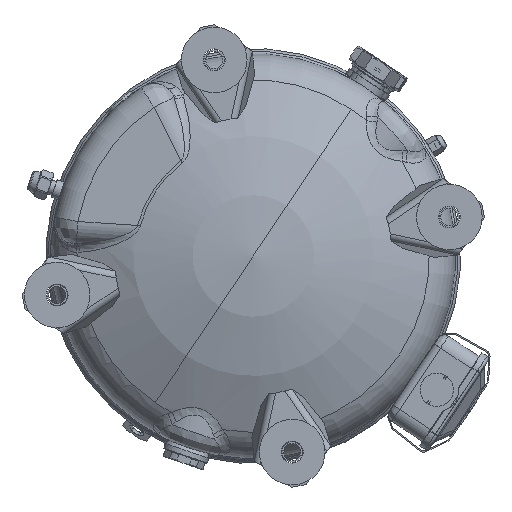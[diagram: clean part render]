
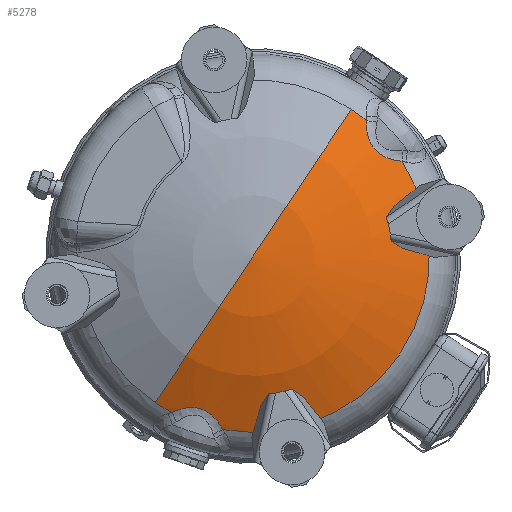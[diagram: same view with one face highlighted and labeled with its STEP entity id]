
A CAD part, front view. The second image highlights one B-rep face of the part: STEP entity #5278.
In plain terms, the highlighted spherical face has radius 340.4 mm.
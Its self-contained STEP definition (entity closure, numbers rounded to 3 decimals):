
#363=CARTESIAN_POINT('',(0.,0.,-36.685));
#364=DIRECTION('',(0.,0.,-1.));
#365=DIRECTION('',(0.915,-0.403,0.));
#366=AXIS2_PLACEMENT_3D('',#363,#364,#365);
#368=CARTESIAN_POINT('',(0.,0.,-36.685));
#369=DIRECTION('',(0.,0.,-1.));
#370=DIRECTION('',(1.,0.,0.));
#371=AXIS2_PLACEMENT_3D('',#368,#369,#370);
#393=CARTESIAN_POINT('',(0.,0.,-36.685));
#394=DIRECTION('',(0.,0.,-1.));
#395=DIRECTION('',(-0.994,-0.108,0.));
#396=AXIS2_PLACEMENT_3D('',#393,#394,#395);
#1752=CARTESIAN_POINT('',(-152.814,-16.649,
-36.685));
#1773=CARTESIAN_POINT('',(-152.814,-16.649,
-36.685));
#1774=CARTESIAN_POINT('',(-150.93,-17.779,
-35.799));
#1775=CARTESIAN_POINT('',(-147.492,-20.141,
-34.253));
#1776=CARTESIAN_POINT('',(-143.242,-23.987,
-32.522));
#1777=CARTESIAN_POINT('',(-139.959,-28.011,
-31.357));
#1778=CARTESIAN_POINT('',(-137.564,-32.191,
-30.691));
#1779=CARTESIAN_POINT('',(-136.007,-36.5,
-30.483));
#1780=CARTESIAN_POINT('',(-135.227,-40.966,
-30.699));
#1781=CARTESIAN_POINT('',(-135.217,-45.744,
-31.362));
#1782=CARTESIAN_POINT('',(-136.046,-50.853,
-32.523));
#1783=CARTESIAN_POINT('',(-137.81,-56.321,
-34.26));
#1784=CARTESIAN_POINT('',(-139.602,-60.075,
-35.802));
#1785=CARTESIAN_POINT('',(-140.665,-61.989,
-36.685));
#1787=CARTESIAN_POINT('',(0.,0.,-340.4));
#1788=DIRECTION('',(0.,-1.,0.));
#1789=DIRECTION('',(0.,0.,1.));
#1790=AXIS2_PLACEMENT_3D('',#1787,#1788,#1789);
#1792=CARTESIAN_POINT('',(0.,0.,-340.4));
#1793=DIRECTION('',(0.,1.,0.));
#1794=DIRECTION('',(0.,0.,1.));
#1795=AXIS2_PLACEMENT_3D('',#1792,#1793,#1794);
#1816=CARTESIAN_POINT('',(140.665,-61.989,
-36.685));
#1817=CARTESIAN_POINT('',(139.579,-60.033,
-35.783));
#1818=CARTESIAN_POINT('',(137.754,-56.194,
-34.211));
#1819=CARTESIAN_POINT('',(135.982,-50.627,
-32.457));
#1820=CARTESIAN_POINT('',(135.18,-45.337,
-31.286));
#1821=CARTESIAN_POINT('',(135.266,-40.615,
-30.671));
#1822=CARTESIAN_POINT('',(136.077,-36.252,
-30.485));
#1823=CARTESIAN_POINT('',(137.678,-31.946,
-30.716));
#1824=CARTESIAN_POINT('',(140.119,-27.785,
-31.41));
#1825=CARTESIAN_POINT('',(143.393,-23.837,
-32.581));
#1826=CARTESIAN_POINT('',(147.598,-20.064,
-34.3));
#1827=CARTESIAN_POINT('',(150.972,-17.754,
-35.819));
#1828=CARTESIAN_POINT('',(152.814,-16.649,
-36.685));
#1845=CARTESIAN_POINT('',(140.665,-61.989,
-36.685));
#2132=CARTESIAN_POINT('',(0.,0.,0.));
#2133=CARTESIAN_POINT('',(153.718,0.,
-36.685));
#2134=VERTEX_POINT('',#2132);
#2135=VERTEX_POINT('',#2133);
#2136=CARTESIAN_POINT('',(-153.718,0.,
-36.685));
#2137=VERTEX_POINT('',#2136);
#2188=VERTEX_POINT('',#1845);
#2190=VERTEX_POINT('',#1828);
#2198=VERTEX_POINT('',#1752);
#2200=VERTEX_POINT('',#1785);
#5263=CARTESIAN_POINT('',(0.,0.,-340.4));
#5264=DIRECTION('',(0.,0.,1.));
#5265=DIRECTION('',(-1.,0.,0.));
#5266=AXIS2_PLACEMENT_3D('',#5263,#5264,#5265);
#5267=SPHERICAL_SURFACE('',#5266,340.4);
#5269=ORIENTED_EDGE('',*,*,#5268,.F.);
#5270=ORIENTED_EDGE('',*,*,#2814,.T.);
#5271=ORIENTED_EDGE('',*,*,#5256,.F.);
#5272=ORIENTED_EDGE('',*,*,#2852,.T.);
#5273=ORIENTED_EDGE('',*,*,#2341,.F.);
#5274=ORIENTED_EDGE('',*,*,#2339,.T.);
#5275=ORIENTED_EDGE('',*,*,#2828,.T.);
#5276=EDGE_LOOP('',(#5269,#5270,#5271,#5272,#5273,#5274,#5275));
#5277=FACE_OUTER_BOUND('',#5276,.F.);
#5278=ADVANCED_FACE('',(#5277),#5267,.T.);
#367=CIRCLE('',#366,153.718);
#372=CIRCLE('',#371,153.718);
#397=CIRCLE('',#396,153.718);
#1786=B_SPLINE_CURVE_WITH_KNOTS('',3,(#1773,#1774,#1775,#1776,#1777,#1778,#1779,
#1780,#1781,#1782,#1783,#1784,#1785),.UNSPECIFIED.,.F.,.F.,(4,1,1,1,1,1,1,1,1,1,
4),(0.,0.1,0.2,0.3,0.4,0.5,0.6,0.7,0.8,0.9,1.),
.UNSPECIFIED.);
#1791=CIRCLE('',#1790,340.4);
#1796=CIRCLE('',#1795,340.4);
#1829=B_SPLINE_CURVE_WITH_KNOTS('',3,(#1816,#1817,#1818,#1819,#1820,#1821,#1822,
#1823,#1824,#1825,#1826,#1827,#1828),.UNSPECIFIED.,.F.,.F.,(4,1,1,1,1,1,1,1,1,1,
4),(0.,0.1,0.2,0.3,0.4,0.5,0.6,0.7,0.8,0.9,1.),
.UNSPECIFIED.);
#2339=EDGE_CURVE('',#2134,#2135,#1796,.T.);
#2341=EDGE_CURVE('',#2134,#2137,#1791,.T.);
#2814=EDGE_CURVE('',#2188,#2200,#367,.T.);
#2828=EDGE_CURVE('',#2135,#2190,#372,.T.);
#2852=EDGE_CURVE('',#2198,#2137,#397,.T.);
#5256=EDGE_CURVE('',#2198,#2200,#1786,.T.);
#5268=EDGE_CURVE('',#2188,#2190,#1829,.T.);
